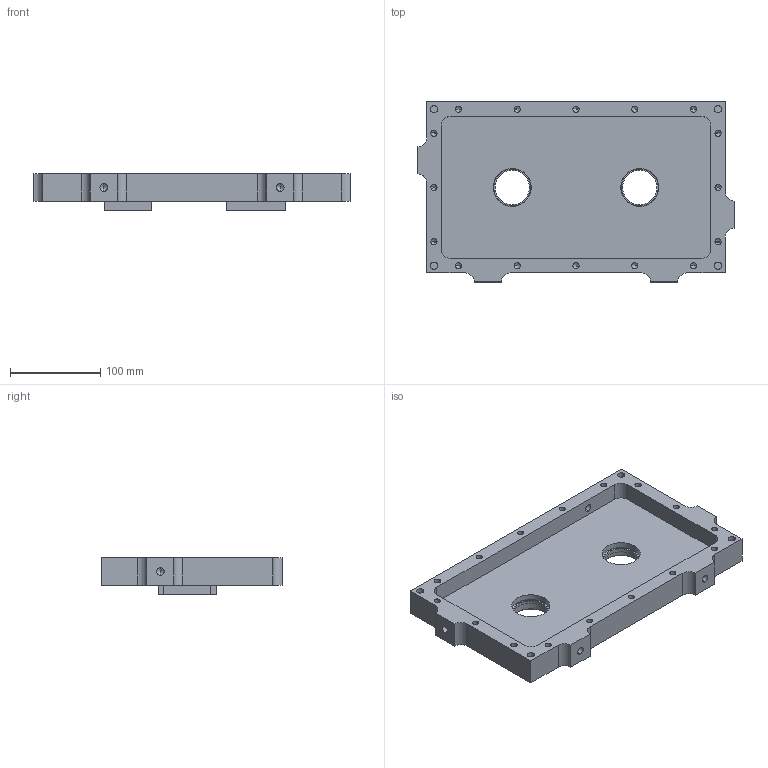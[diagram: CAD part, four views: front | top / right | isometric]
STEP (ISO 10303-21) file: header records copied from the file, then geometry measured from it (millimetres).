
FILE_DESCRIPTION (( 'STEP AP214' ), '1' );
FILE_NAME ('Carter_transfert2.STEP', '2023-02-04T18:24:59', ( '' ), ( '' ), 'SwSTEP 2.0', 'SolidWorks 2020', '' );
FILE_SCHEMA (( 'AUTOMOTIVE_DESIGN' ));
Length unit declared in the file: millimetre
Products named in the file (1): Carter_transfert2
Bounding box: 350 x 199 x 40 mm (x, y, z)
Volume: 968586.6 mm3; surface area: 195139.3 mm2
Topology: 1 solids, 1 shells, 165 faces, 402 edges, 232 vertices
Faces by surface type: cylinder 78, cone 44, plane 39, torus 4
Entity records: 5068 total; most frequent: DIRECTION 862, CARTESIAN_POINT 760, ORIENTED_EDGE 724, EDGE_CURVE 362, AXIS2_PLACEMENT_3D 334, VERTEX_POINT 232, EDGE_LOOP 204, LINE 194
